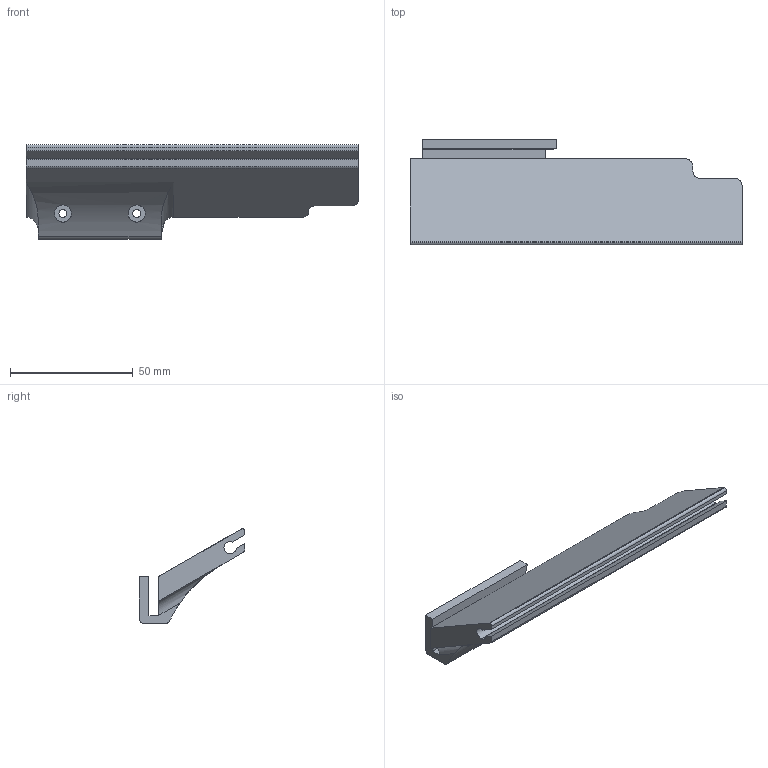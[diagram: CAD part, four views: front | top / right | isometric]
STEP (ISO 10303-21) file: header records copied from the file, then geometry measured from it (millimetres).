
FILE_DESCRIPTION (( 'STEP AP203' ), '1' );
FILE_NAME ('Track_Chasis_Scrapperconnector02.STEP', '2024-12-26T02:12:59', ( '' ), ( '' ), 'SwSTEP 2.0', 'SolidWorks 2024', '' );
FILE_SCHEMA (( 'CONFIG_CONTROL_DESIGN' ));
Length unit declared in the file: millimetre
Products named in the file (1): Track_Chasis_Scrapperconnector02
Bounding box: 135 x 43 x 38.48 mm (x, y, z)
Volume: 50353.1 mm3; surface area: 20134.6 mm2
Topology: 1 solids, 1 shells, 47 faces, 127 edges, 84 vertices
Faces by surface type: cylinder 26, plane 21
Entity records: 1737 total; most frequent: CARTESIAN_POINT 456, ORIENTED_EDGE 254, DIRECTION 247, EDGE_CURVE 127, AXIS2_PLACEMENT_3D 86, VERTEX_POINT 84, LINE 75, VECTOR 75
